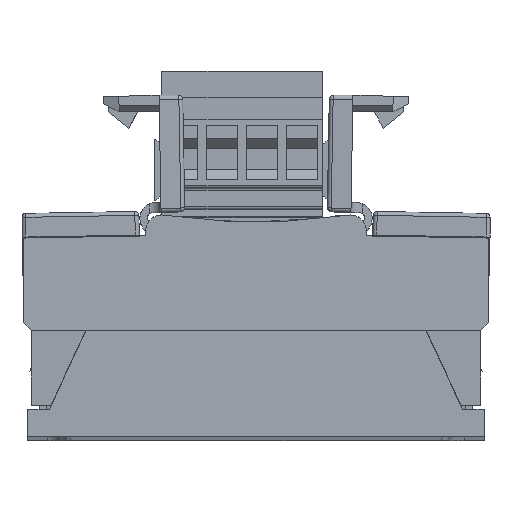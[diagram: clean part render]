
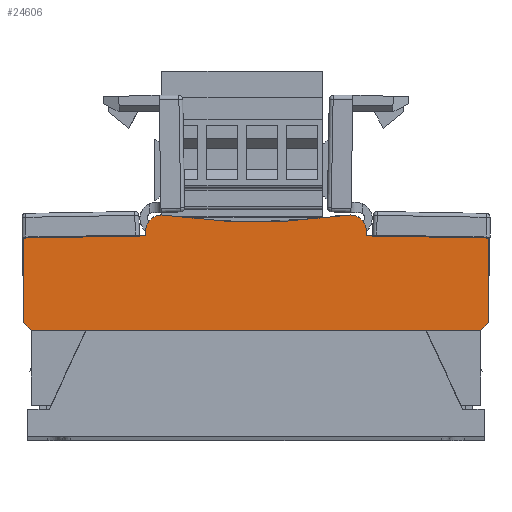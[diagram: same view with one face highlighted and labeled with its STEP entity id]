
A CAD part, left-side view. The second image highlights one B-rep face of the part: STEP entity #24606.
In plain terms, the highlighted planar face has unit normal (-1, 0, 0.018).
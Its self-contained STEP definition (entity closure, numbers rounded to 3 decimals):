
#1971=ELLIPSE('',#26122,2.,2.);
#1972=ELLIPSE('',#26123,80.012,80.);
#1973=ELLIPSE('',#26124,2.,2.);
#2437=FACE_OUTER_BOUND('',#3732,.T.);
#3732=EDGE_LOOP('',(#17474,#17475,#17476,#17477,#17478,#17479,#17480,#17481,
#17482,#17483,#17484,#17485,#17486,#17487));
#5559=LINE('',#36264,#8217);
#5596=LINE('',#36449,#8254);
#5613=LINE('',#36483,#8271);
#5625=LINE('',#36505,#8283);
#5627=LINE('',#36508,#8285);
#5628=LINE('',#36510,#8286);
#5629=LINE('',#36512,#8287);
#5630=LINE('',#36514,#8288);
#5631=LINE('',#36516,#8289);
#5632=LINE('',#36518,#8290);
#5633=LINE('',#36525,#8291);
#8217=VECTOR('',#29007,10.);
#8254=VECTOR('',#29070,10.);
#8271=VECTOR('',#29091,10.);
#8283=VECTOR('',#29107,10.);
#8285=VECTOR('',#29111,10.);
#8286=VECTOR('',#29112,10.);
#8287=VECTOR('',#29113,10.);
#8288=VECTOR('',#29114,10.);
#8289=VECTOR('',#29115,10.);
#8290=VECTOR('',#29116,10.);
#8291=VECTOR('',#29123,10.);
#10857=VERTEX_POINT('',#36261);
#10858=VERTEX_POINT('',#36263);
#10902=VERTEX_POINT('',#36446);
#10903=VERTEX_POINT('',#36448);
#10918=VERTEX_POINT('',#36482);
#10926=VERTEX_POINT('',#36504);
#10927=VERTEX_POINT('',#36509);
#10928=VERTEX_POINT('',#36511);
#10929=VERTEX_POINT('',#36513);
#10930=VERTEX_POINT('',#36515);
#10931=VERTEX_POINT('',#36517);
#10932=VERTEX_POINT('',#36519);
#10933=VERTEX_POINT('',#36521);
#10934=VERTEX_POINT('',#36523);
#13414=EDGE_CURVE('',#10857,#10858,#5559,.T.);
#13464=EDGE_CURVE('',#10902,#10903,#5596,.T.);
#13481=EDGE_CURVE('',#10918,#10903,#5613,.T.);
#13493=EDGE_CURVE('',#10926,#10918,#5625,.T.);
#13495=EDGE_CURVE('',#10858,#10902,#5627,.T.);
#13496=EDGE_CURVE('',#10927,#10857,#5628,.T.);
#13497=EDGE_CURVE('',#10928,#10927,#5629,.T.);
#13498=EDGE_CURVE('',#10928,#10929,#5630,.T.);
#13499=EDGE_CURVE('',#10929,#10930,#5631,.T.);
#13500=EDGE_CURVE('',#10930,#10931,#5632,.T.);
#13501=EDGE_CURVE('',#10932,#10931,#1971,.F.);
#13502=EDGE_CURVE('',#10932,#10933,#1972,.T.);
#13503=EDGE_CURVE('',#10934,#10933,#1973,.F.);
#13504=EDGE_CURVE('',#10934,#10926,#5633,.T.);
#17474=ORIENTED_EDGE('',*,*,#13464,.F.);
#17475=ORIENTED_EDGE('',*,*,#13495,.F.);
#17476=ORIENTED_EDGE('',*,*,#13414,.F.);
#17477=ORIENTED_EDGE('',*,*,#13496,.F.);
#17478=ORIENTED_EDGE('',*,*,#13497,.F.);
#17479=ORIENTED_EDGE('',*,*,#13498,.T.);
#17480=ORIENTED_EDGE('',*,*,#13499,.T.);
#17481=ORIENTED_EDGE('',*,*,#13500,.T.);
#17482=ORIENTED_EDGE('',*,*,#13501,.F.);
#17483=ORIENTED_EDGE('',*,*,#13502,.T.);
#17484=ORIENTED_EDGE('',*,*,#13503,.F.);
#17485=ORIENTED_EDGE('',*,*,#13504,.T.);
#17486=ORIENTED_EDGE('',*,*,#13493,.T.);
#17487=ORIENTED_EDGE('',*,*,#13481,.T.);
#23661=PLANE('',#26121);
#24606=ADVANCED_FACE('',(#2437),#23661,.T.);
#26121=AXIS2_PLACEMENT_3D('',#36507,#29109,#29110);
#26122=AXIS2_PLACEMENT_3D('',#36520,#29117,#29118);
#26123=AXIS2_PLACEMENT_3D('',#36522,#29119,#29120);
#26124=AXIS2_PLACEMENT_3D('',#36524,#29121,#29122);
#29007=DIRECTION('',(0.,1.,0.));
#29070=DIRECTION('',(0.012,0.707,0.707));
#29091=DIRECTION('',(-0.017,0.,-1.));
#29107=DIRECTION('',(0.,1.,-0.017));
#29109=DIRECTION('center_axis',(-1.,0.,
0.017));
#29110=DIRECTION('ref_axis',(-0.017,0.,
-1.));
#29111=DIRECTION('',(0.,1.,0.));
#29112=DIRECTION('',(0.,1.,0.));
#29113=DIRECTION('',(-0.012,0.707,-0.707));
#29114=DIRECTION('',(0.017,0.,1.));
#29115=DIRECTION('',(0.,1.,0.017));
#29116=DIRECTION('',(0.017,0.017,1.));
#29117=DIRECTION('center_axis',(-1.,0.,
0.017));
#29118=DIRECTION('ref_axis',(0.017,0.,1.));
#29119=DIRECTION('center_axis',(1.,0.,
-0.017));
#29120=DIRECTION('ref_axis',(-0.017,0.,
-1.));
#29121=DIRECTION('center_axis',(-1.,0.,
0.017));
#29122=DIRECTION('ref_axis',(0.017,0.,1.));
#29123=DIRECTION('',(-0.017,0.017,-1.));
#36261=CARTESIAN_POINT('',(-22.4,-21.608,14.));
#36263=CARTESIAN_POINT('',(-22.4,21.592,14.));
#36264=CARTESIAN_POINT('',(-22.4,-28.508,14.));
#36446=CARTESIAN_POINT('',(-22.4,28.492,14.));
#36448=CARTESIAN_POINT('',(-22.383,29.492,15.));
#36449=CARTESIAN_POINT('',(-22.644,14.509,0.017));
#36482=CARTESIAN_POINT('',(-22.195,29.492,25.729));
#36483=CARTESIAN_POINT('',(-22.4,29.492,14.));
#36504=CARTESIAN_POINT('',(-22.191,13.992,26.));
#36505=CARTESIAN_POINT('',(-22.184,-7.15,26.369));
#36507=CARTESIAN_POINT('Origin',(-22.4,-28.508,14.));
#36508=CARTESIAN_POINT('',(-22.4,-28.508,14.));
#36509=CARTESIAN_POINT('',(-22.4,-28.508,14.));
#36510=CARTESIAN_POINT('',(-22.4,-28.508,14.));
#36511=CARTESIAN_POINT('',(-22.383,-29.508,15.));
#36512=CARTESIAN_POINT('',(-22.395,-28.809,14.301));
#36513=CARTESIAN_POINT('',(-22.195,-29.508,25.729));
#36514=CARTESIAN_POINT('',(-22.195,-29.508,25.747));
#36515=CARTESIAN_POINT('',(-22.191,-14.008,26.));
#36516=CARTESIAN_POINT('',(-22.193,-21.357,25.872));
#36517=CARTESIAN_POINT('',(-22.178,-13.996,26.691));
#36518=CARTESIAN_POINT('',(-22.268,-14.085,21.568));
#36519=CARTESIAN_POINT('',(-22.145,-11.704,28.634));
#36520=CARTESIAN_POINT('Origin',(-22.179,-11.996,26.656));
#36521=CARTESIAN_POINT('',(-22.145,11.688,28.634));
#36522=CARTESIAN_POINT('Origin',(-20.763,-0.008,
107.775));
#36523=CARTESIAN_POINT('',(-22.178,13.98,26.691));
#36524=CARTESIAN_POINT('Origin',(-22.179,11.98,26.656));
#36525=CARTESIAN_POINT('',(-22.259,14.061,22.066));
